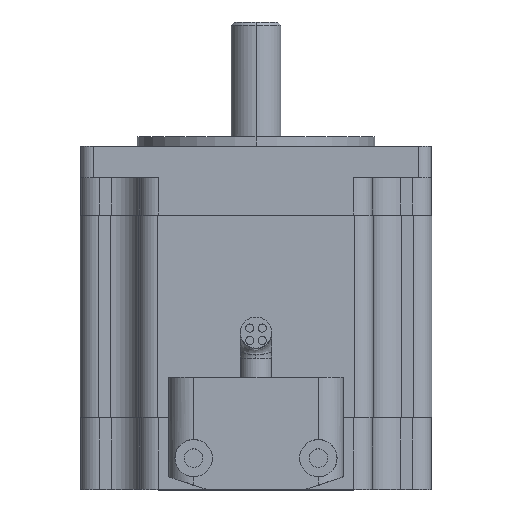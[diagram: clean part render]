
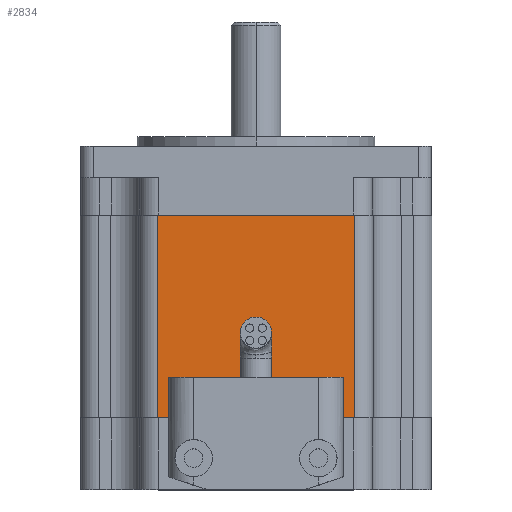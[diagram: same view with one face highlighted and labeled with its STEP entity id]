
A CAD part, top view. The second image highlights one B-rep face of the part: STEP entity #2834.
In plain terms, the highlighted planar face has unit normal (0, 0, 1).
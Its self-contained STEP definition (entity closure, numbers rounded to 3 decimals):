
#510 = CARTESIAN_POINT ( 'NONE',  ( 15.8, 0., 28.2 ) ) ;
#1117 = EDGE_CURVE ( 'NONE', #8322, #8403, #7579, .T. ) ;
#1611 = CARTESIAN_POINT ( 'NONE',  ( 18.8, 32.5, 28.2 ) ) ;
#2085 = DIRECTION ( 'NONE',  ( 0., 0., -1. ) ) ;
#2200 = VECTOR ( 'NONE', #6089, 1000. ) ;
#2363 = ORIENTED_EDGE ( 'NONE', *, *, #7667, .F. ) ;
#2804 = VERTEX_POINT ( 'NONE', #510 ) ;
#2834 = ADVANCED_FACE ( 'NONE', ( #8540 ), #5744, .F. ) ;
#2845 = CARTESIAN_POINT ( 'NONE',  ( 18.8, 32.5, 28.2 ) ) ;
#3186 = LINE ( 'NONE', #1611, #2200 ) ;
#3240 = DIRECTION ( 'NONE',  ( 1., 0., 0. ) ) ;
#3300 = LINE ( 'NONE', #3392, #3556 ) ;
#3302 = CARTESIAN_POINT ( 'NONE',  ( -15.8, 32.5, 28.2 ) ) ;
#3392 = CARTESIAN_POINT ( 'NONE',  ( 15.8, 32.5, 28.2 ) ) ;
#3475 = AXIS2_PLACEMENT_3D ( 'NONE', #2845, #2085, #7069 ) ;
#3556 = VECTOR ( 'NONE', #9090, 1000. ) ;
#3949 = CARTESIAN_POINT ( 'NONE',  ( 15.8, 32.5, 28.2 ) ) ;
#4521 = CARTESIAN_POINT ( 'NONE',  ( 18.8, 0., 28.2 ) ) ;
#4628 = LINE ( 'NONE', #4521, #7303 ) ;
#4637 = DIRECTION ( 'NONE',  ( 0., -1., 0. ) ) ;
#4668 = EDGE_LOOP ( 'NONE', ( #8278, #8753, #2363, #5503 ) ) ;
#4957 = CARTESIAN_POINT ( 'NONE',  ( -15.8, 32.5, 28.2 ) ) ;
#5503 = ORIENTED_EDGE ( 'NONE', *, *, #1117, .T. ) ;
#5744 = PLANE ( 'NONE',  #3475 ) ;
#6089 = DIRECTION ( 'NONE',  ( 1., 0., 0. ) ) ;
#6322 = VERTEX_POINT ( 'NONE', #3949 ) ;
#7069 = DIRECTION ( 'NONE',  ( -1., 0., 0. ) ) ;
#7303 = VECTOR ( 'NONE', #3240, 1000. ) ;
#7323 = VECTOR ( 'NONE', #4637, 1000. ) ;
#7372 = EDGE_CURVE ( 'NONE', #2804, #6322, #3300, .T. ) ;
#7579 = LINE ( 'NONE', #3302, #7323 ) ;
#7667 = EDGE_CURVE ( 'NONE', #8322, #6322, #3186, .T. ) ;
#8278 = ORIENTED_EDGE ( 'NONE', *, *, #9319, .T. ) ;
#8322 = VERTEX_POINT ( 'NONE', #4957 ) ;
#8403 = VERTEX_POINT ( 'NONE', #9472 ) ;
#8540 = FACE_OUTER_BOUND ( 'NONE', #4668, .T. ) ;
#8753 = ORIENTED_EDGE ( 'NONE', *, *, #7372, .T. ) ;
#9090 = DIRECTION ( 'NONE',  ( 0., 1., 0. ) ) ;
#9319 = EDGE_CURVE ( 'NONE', #8403, #2804, #4628, .T. ) ;
#9472 = CARTESIAN_POINT ( 'NONE',  ( -15.8, 0., 28.2 ) ) ;
